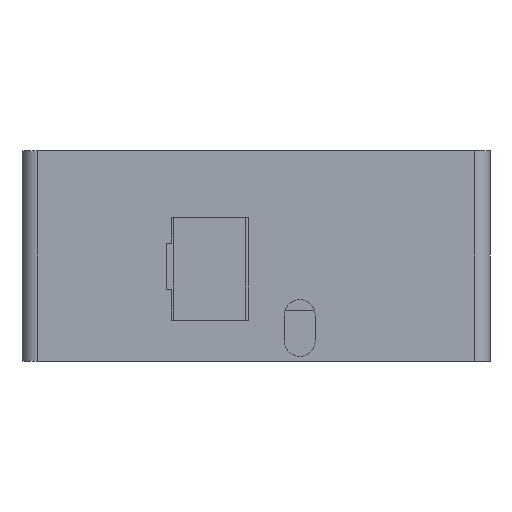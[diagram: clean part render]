
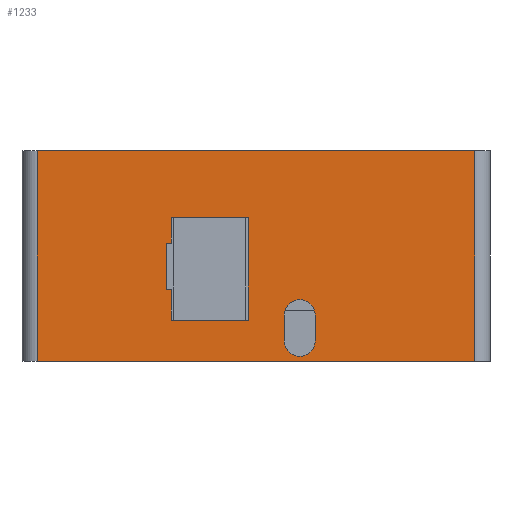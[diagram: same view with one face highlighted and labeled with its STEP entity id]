
A CAD part, front view. The second image highlights one B-rep face of the part: STEP entity #1233.
In plain terms, the highlighted planar face has unit normal (0, -1, 0).
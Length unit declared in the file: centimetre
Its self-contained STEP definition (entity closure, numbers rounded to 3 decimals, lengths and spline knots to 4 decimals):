
#36=PLANE('',#1312);
#106=VECTOR('',#1450,1.);
#107=VECTOR('',#1454,1.);
#108=VECTOR('',#1457,1.);
#109=VECTOR('',#1458,1.);
#110=VECTOR('',#1459,1.);
#111=VECTOR('',#1460,1.);
#112=VECTOR('',#1461,1.);
#113=VECTOR('',#1462,1.);
#114=VECTOR('',#1463,1.);
#115=VECTOR('',#1464,1.);
#116=VECTOR('',#1465,1.);
#117=VECTOR('',#1466,1.);
#118=VECTOR('',#1467,1.);
#119=VECTOR('',#1468,1.);
#233=LINE('',#1760,#106);
#234=LINE('',#1765,#107);
#235=LINE('',#1769,#108);
#236=LINE('',#1770,#109);
#237=LINE('',#1773,#110);
#238=LINE('',#1775,#111);
#239=LINE('',#1777,#112);
#240=LINE('',#1779,#113);
#241=LINE('',#1781,#114);
#242=LINE('',#1783,#115);
#243=LINE('',#1785,#116);
#244=LINE('',#1786,#117);
#245=LINE('',#1788,#118);
#246=LINE('',#1790,#119);
#367=VERTEX_POINT('',#1757);
#368=VERTEX_POINT('',#1759);
#369=VERTEX_POINT('',#1763);
#370=VERTEX_POINT('',#1764);
#371=VERTEX_POINT('',#1766);
#372=VERTEX_POINT('',#1768);
#373=VERTEX_POINT('',#1771);
#374=VERTEX_POINT('',#1772);
#375=VERTEX_POINT('',#1774);
#376=VERTEX_POINT('',#1776);
#377=VERTEX_POINT('',#1778);
#378=VERTEX_POINT('',#1780);
#379=VERTEX_POINT('',#1782);
#380=VERTEX_POINT('',#1784);
#381=VERTEX_POINT('',#1787);
#382=VERTEX_POINT('',#1789);
#469=CIRCLE('',#1313,0.15);
#470=CIRCLE('',#1314,0.15);
#533=EDGE_CURVE('',#368,#367,#233,.T.);
#534=EDGE_CURVE('',#369,#370,#469,.T.);
#535=EDGE_CURVE('',#370,#371,#234,.T.);
#536=EDGE_CURVE('',#371,#372,#470,.T.);
#537=EDGE_CURVE('',#372,#369,#235,.T.);
#538=EDGE_CURVE('',#373,#374,#236,.T.);
#539=EDGE_CURVE('',#374,#375,#237,.T.);
#540=EDGE_CURVE('',#375,#376,#238,.T.);
#541=EDGE_CURVE('',#376,#377,#239,.T.);
#542=EDGE_CURVE('',#377,#378,#240,.T.);
#543=EDGE_CURVE('',#378,#379,#241,.T.);
#544=EDGE_CURVE('',#379,#380,#242,.T.);
#545=EDGE_CURVE('',#380,#373,#243,.T.);
#546=EDGE_CURVE('',#368,#381,#244,.T.);
#547=EDGE_CURVE('',#382,#381,#245,.T.);
#548=EDGE_CURVE('',#382,#367,#246,.T.);
#712=ORIENTED_EDGE('',*,*,#534,.T.);
#713=ORIENTED_EDGE('',*,*,#535,.T.);
#714=ORIENTED_EDGE('',*,*,#536,.T.);
#715=ORIENTED_EDGE('',*,*,#537,.T.);
#716=ORIENTED_EDGE('',*,*,#538,.T.);
#717=ORIENTED_EDGE('',*,*,#539,.T.);
#718=ORIENTED_EDGE('',*,*,#540,.T.);
#719=ORIENTED_EDGE('',*,*,#541,.T.);
#720=ORIENTED_EDGE('',*,*,#542,.T.);
#721=ORIENTED_EDGE('',*,*,#543,.T.);
#722=ORIENTED_EDGE('',*,*,#544,.T.);
#723=ORIENTED_EDGE('',*,*,#545,.T.);
#724=ORIENTED_EDGE('',*,*,#533,.F.);
#725=ORIENTED_EDGE('',*,*,#546,.T.);
#726=ORIENTED_EDGE('',*,*,#547,.F.);
#727=ORIENTED_EDGE('',*,*,#548,.T.);
#1028=EDGE_LOOP('',(#712,#713,#714,#715));
#1029=EDGE_LOOP('',(#716,#717,#718,#719,#720,#721,#722,#723));
#1030=EDGE_LOOP('',(#724,#725,#726,#727));
#1132=FACE_BOUND('',#1028,.T.);
#1133=FACE_BOUND('',#1029,.T.);
#1134=FACE_BOUND('',#1030,.T.);
#1233=ADVANCED_FACE('',(#1132,#1133,#1134),#36,.T.);
#1312=AXIS2_PLACEMENT_3D('',#1761,#1451,$);
#1313=AXIS2_PLACEMENT_3D('',#1762,#1452,#1453);
#1314=AXIS2_PLACEMENT_3D('',#1767,#1455,#1456);
#1450=DIRECTION('',(0.,0.,1.));
#1451=DIRECTION('',(0.,-1.,0.));
#1452=DIRECTION('',(0.,1.,0.));
#1453=DIRECTION('',(0.15,0.,0.));
#1454=DIRECTION('',(0.,0.,-1.));
#1455=DIRECTION('',(0.,1.,0.));
#1456=DIRECTION('',(0.15,0.,0.));
#1457=DIRECTION('',(0.,0.,1.));
#1458=DIRECTION('',(0.,0.,-1.));
#1459=DIRECTION('',(-1.,0.,0.));
#1460=DIRECTION('',(0.,0.,1.));
#1461=DIRECTION('',(-1.,0.,0.));
#1462=DIRECTION('',(0.,0.,1.));
#1463=DIRECTION('',(1.,0.,0.));
#1464=DIRECTION('',(0.,0.,1.));
#1465=DIRECTION('',(1.,0.,0.));
#1466=DIRECTION('',(1.,0.,0.));
#1467=DIRECTION('',(0.,0.,-1.));
#1468=DIRECTION('',(-1.,0.,0.));
#1757=CARTESIAN_POINT('',(-2.125,-4.,2.05));
#1759=CARTESIAN_POINT('',(-2.125,-4.,0.));
#1760=CARTESIAN_POINT('',(-2.125,-4.,0.));
#1761=CARTESIAN_POINT('',(0.,-4.,0.));
#1762=CARTESIAN_POINT('',(0.425,-4.,0.45));
#1763=CARTESIAN_POINT('',(0.275,-4.,0.45));
#1764=CARTESIAN_POINT('',(0.575,-4.,0.45));
#1765=CARTESIAN_POINT('',(0.575,-4.,0.1625));
#1766=CARTESIAN_POINT('',(0.575,-4.,0.2));
#1767=CARTESIAN_POINT('',(0.425,-4.,0.2));
#1768=CARTESIAN_POINT('',(0.275,-4.,0.2));
#1769=CARTESIAN_POINT('',(0.275,-4.,0.1625));
#1770=CARTESIAN_POINT('',(-0.075,-4.,0.45));
#1771=CARTESIAN_POINT('',(-0.075,-4.,1.4));
#1772=CARTESIAN_POINT('',(-0.075,-4.,0.4));
#1773=CARTESIAN_POINT('',(-0.225,-4.,0.4));
#1774=CARTESIAN_POINT('',(-0.825,-4.,0.4));
#1775=CARTESIAN_POINT('',(-0.825,-4.,0.275));
#1776=CARTESIAN_POINT('',(-0.825,-4.,0.7));
#1777=CARTESIAN_POINT('',(-0.425,-4.,0.7));
#1778=CARTESIAN_POINT('',(-0.875,-4.,0.7));
#1779=CARTESIAN_POINT('',(-0.875,-4.,0.4625));
#1780=CARTESIAN_POINT('',(-0.875,-4.,1.15));
#1781=CARTESIAN_POINT('',(-0.425,-4.,1.15));
#1782=CARTESIAN_POINT('',(-0.825,-4.,1.15));
#1783=CARTESIAN_POINT('',(-0.825,-4.,0.6375));
#1784=CARTESIAN_POINT('',(-0.825,-4.,1.4));
#1785=CARTESIAN_POINT('',(-0.225,-4.,1.4));
#1786=CARTESIAN_POINT('',(-2.275,-4.,0.));
#1787=CARTESIAN_POINT('',(2.125,-4.,0.));
#1788=CARTESIAN_POINT('',(2.125,-4.,0.));
#1789=CARTESIAN_POINT('',(2.125,-4.,2.05));
#1790=CARTESIAN_POINT('',(-2.275,-4.,2.05));
